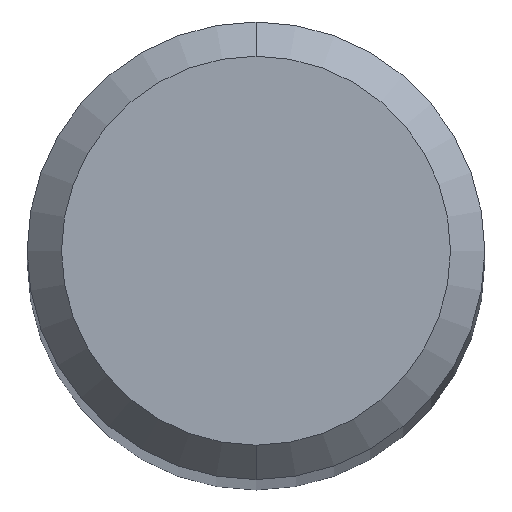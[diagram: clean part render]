
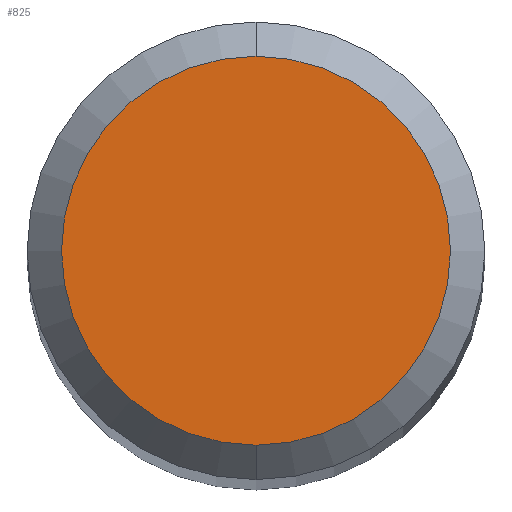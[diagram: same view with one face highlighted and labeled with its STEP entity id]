
A CAD part, top view. The second image highlights one B-rep face of the part: STEP entity #825.
In plain terms, the highlighted planar face has unit normal (0, 0, 1).
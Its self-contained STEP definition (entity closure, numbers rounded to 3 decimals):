
#659=VERTEX_POINT('',#1297);
#787=EDGE_CURVE('',#659,#829,#1437,.T.);
#791=EDGE_CURVE('',#829,#659,#1441,.T.);
#825=ADVANCED_FACE('',(#1482),#1483,.T.);
#829=VERTEX_POINT('',#1487);
#1297=CARTESIAN_POINT('',(0.,-1.7,0.0));
#1437=CIRCLE('',#3913,1.7);
#1441=CIRCLE('',#3918,1.7);
#1482=FACE_OUTER_BOUND('',#4026,.T.);
#1483=PLANE('',#4027);
#1487=CARTESIAN_POINT('',(0.0,1.7,0.0));
#3913=AXIS2_PLACEMENT_3D('',#5517,#5518,#5519);
#3918=AXIS2_PLACEMENT_3D('',#5520,#5521,#5522);
#4026=EDGE_LOOP('',(#5612,#5613));
#4027=AXIS2_PLACEMENT_3D('',#5614,#5615,#5616);
#5517=CARTESIAN_POINT('',(0.0,0.0,0.0));
#5518=DIRECTION('',(0.0,0.0,-1.0));
#5519=DIRECTION('',(0.0,1.0,0.0));
#5520=CARTESIAN_POINT('',(0.0,0.0,0.0));
#5521=DIRECTION('',(0.0,0.0,-1.0));
#5522=DIRECTION('',(0.0,1.0,0.0));
#5612=ORIENTED_EDGE('',*,*,#791,.F.);
#5613=ORIENTED_EDGE('',*,*,#787,.F.);
#5614=CARTESIAN_POINT('',(0.0,0.85,0.0));
#5615=DIRECTION('',(-0.0,0.0,1.0));
#5616=DIRECTION('',(0.0,-1.0,0.0));
